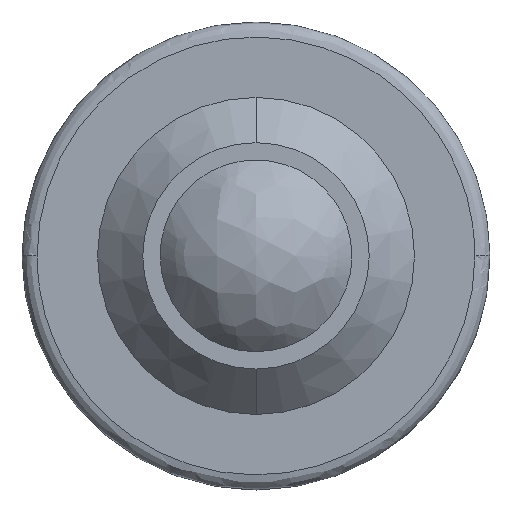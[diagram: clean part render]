
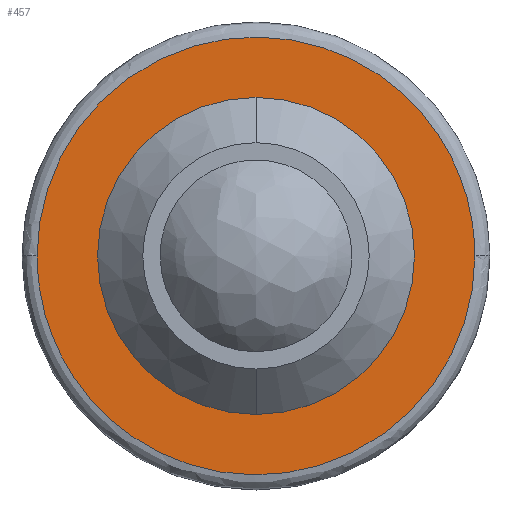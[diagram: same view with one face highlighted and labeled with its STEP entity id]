
A CAD part, top view. The second image highlights one B-rep face of the part: STEP entity #457.
In plain terms, the highlighted planar face has unit normal (0, 0, 1).
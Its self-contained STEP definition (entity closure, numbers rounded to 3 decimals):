
#8 = CARTESIAN_POINT ( 'NONE',  ( 14.5, -29., 2.8 ) ) ;
#42 = CARTESIAN_POINT ( 'NONE',  ( 0., 0., 2.8 ) ) ;
#69 = CARTESIAN_POINT ( 'NONE',  ( -14.5, 0., 2.8 ) ) ;
#92 = DIRECTION ( 'NONE',  ( 0., 0., 1. ) ) ;
#108 = CIRCLE ( 'NONE', #626, 10.5 ) ;
#131 = ORIENTED_EDGE ( 'NONE', *, *, #466, .F. ) ;
#147 = CARTESIAN_POINT ( 'NONE',  ( 10.5, 0., 2.8 ) ) ;
#148 = FACE_BOUND ( 'NONE', #265, .T. ) ;
#164 = DIRECTION ( 'NONE',  ( -1., 0., 0. ) ) ;
#167 = CARTESIAN_POINT ( 'NONE',  ( 0., 0., 2.8 ) ) ;
#198 = ORIENTED_EDGE ( 'NONE', *, *, #396, .F. ) ;
#223 =( BOUNDED_CURVE ( )  B_SPLINE_CURVE ( 3, ( #478, #8, #342, #739 ),
 .UNSPECIFIED., .F., .T. ) 
 B_SPLINE_CURVE_WITH_KNOTS ( ( 4, 4 ),
 ( 0., 1. ),
 .UNSPECIFIED. ) 
 CURVE ( )  GEOMETRIC_REPRESENTATION_ITEM ( )  RATIONAL_B_SPLINE_CURVE ( ( 1., 0.333, 0.333, 1. ) ) 
 REPRESENTATION_ITEM ( '' )  );
#240 = CARTESIAN_POINT ( 'NONE',  ( -14.5, 0., 2.8 ) ) ;
#247 = VERTEX_POINT ( 'NONE', #147 ) ;
#265 = EDGE_LOOP ( 'NONE', ( #198, #131 ) ) ;
#307 = DIRECTION ( 'NONE',  ( 0., 0., 1. ) ) ;
#337 = FACE_OUTER_BOUND ( 'NONE', #577, .T. ) ;
#342 = CARTESIAN_POINT ( 'NONE',  ( -14.5, -29., 2.8 ) ) ;
#374 =( BOUNDED_CURVE ( )  B_SPLINE_CURVE ( 3, ( #69, #748, #744, #760 ),
 .UNSPECIFIED., .F., .T. ) 
 B_SPLINE_CURVE_WITH_KNOTS ( ( 4, 4 ),
 ( 0., 1. ),
 .UNSPECIFIED. ) 
 CURVE ( )  GEOMETRIC_REPRESENTATION_ITEM ( )  RATIONAL_B_SPLINE_CURVE ( ( 1., 0.333, 0.333, 1. ) ) 
 REPRESENTATION_ITEM ( '' )  );
#378 = PLANE ( 'NONE',  #586 ) ;
#381 = DIRECTION ( 'NONE',  ( 1., 0., 0. ) ) ;
#396 = EDGE_CURVE ( 'NONE', #247, #470, #510, .T. ) ;
#450 = VERTEX_POINT ( 'NONE', #240 ) ;
#451 = AXIS2_PLACEMENT_3D ( 'NONE', #42, #92, #846 ) ;
#457 = ADVANCED_FACE ( 'NONE', ( #148, #337 ), #378, .F. ) ;
#466 = EDGE_CURVE ( 'NONE', #470, #247, #108, .T. ) ;
#470 = VERTEX_POINT ( 'NONE', #504 ) ;
#478 = CARTESIAN_POINT ( 'NONE',  ( 14.5, 0., 2.8 ) ) ;
#498 = CARTESIAN_POINT ( 'NONE',  ( 0., 0., 2.8 ) ) ;
#504 = CARTESIAN_POINT ( 'NONE',  ( -10.5, 0., 2.8 ) ) ;
#510 = CIRCLE ( 'NONE', #451, 10.5 ) ;
#574 = DIRECTION ( 'NONE',  ( 0., 0., -1. ) ) ;
#577 = EDGE_LOOP ( 'NONE', ( #732, #776 ) ) ;
#578 = VERTEX_POINT ( 'NONE', #674 ) ;
#586 = AXIS2_PLACEMENT_3D ( 'NONE', #498, #574, #164 ) ;
#597 = EDGE_CURVE ( 'NONE', #578, #450, #223, .T. ) ;
#626 = AXIS2_PLACEMENT_3D ( 'NONE', #167, #307, #381 ) ;
#674 = CARTESIAN_POINT ( 'NONE',  ( 14.5, 0., 2.8 ) ) ;
#697 = EDGE_CURVE ( 'NONE', #450, #578, #374, .T. ) ;
#732 = ORIENTED_EDGE ( 'NONE', *, *, #697, .F. ) ;
#739 = CARTESIAN_POINT ( 'NONE',  ( -14.5, 0., 2.8 ) ) ;
#744 = CARTESIAN_POINT ( 'NONE',  ( 14.5, 29., 2.8 ) ) ;
#748 = CARTESIAN_POINT ( 'NONE',  ( -14.5, 29., 2.8 ) ) ;
#760 = CARTESIAN_POINT ( 'NONE',  ( 14.5, 0., 2.8 ) ) ;
#776 = ORIENTED_EDGE ( 'NONE', *, *, #597, .F. ) ;
#846 = DIRECTION ( 'NONE',  ( 1., 0., 0. ) ) ;
